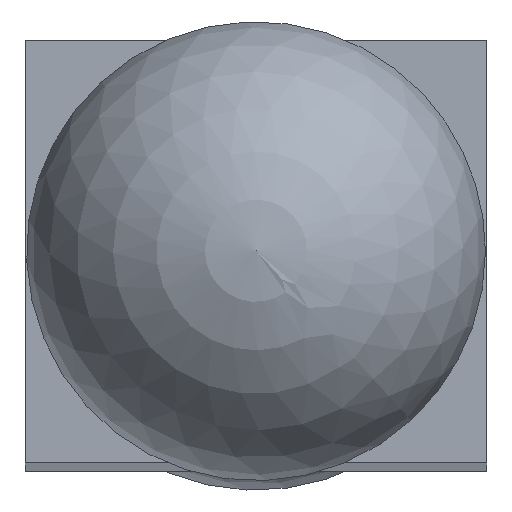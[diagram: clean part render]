
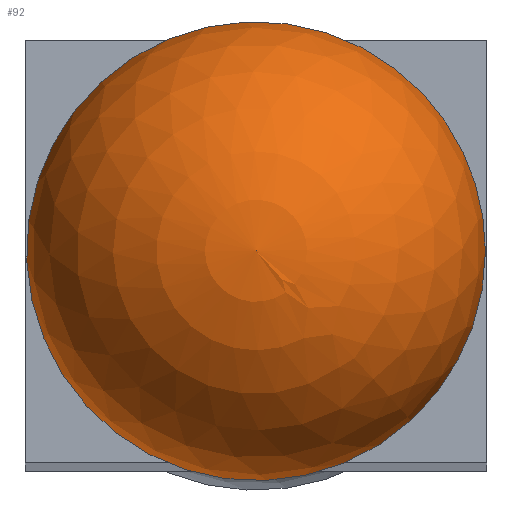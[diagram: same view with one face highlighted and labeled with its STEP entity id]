
A CAD part, top view. The second image highlights one B-rep face of the part: STEP entity #92.
In plain terms, the highlighted spherical face has radius 4.4 mm.
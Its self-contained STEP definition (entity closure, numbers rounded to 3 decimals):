
#10 = AXIS2_PLACEMENT_3D ( 'NONE', #83, #214, #45 ) ;
#24 = EDGE_CURVE ( 'NONE', #165, #36, #136, .T. ) ;
#25 = CARTESIAN_POINT ( 'NONE',  ( -13.756, -8.491, 5. ) ) ;
#36 = VERTEX_POINT ( 'NONE', #338 ) ;
#37 = CARTESIAN_POINT ( 'NONE',  ( -10.51, -5.521, 5. ) ) ;
#45 = DIRECTION ( 'NONE',  ( 0.675, -0.738, 0. ) ) ;
#62 = CIRCLE ( 'NONE', #82, 4.4 ) ;
#74 = DIRECTION ( 'NONE',  ( 1., 0., 0. ) ) ;
#82 = AXIS2_PLACEMENT_3D ( 'NONE', #273, #366, #278 ) ;
#83 = CARTESIAN_POINT ( 'NONE',  ( -10.51, -5.521, 5. ) ) ;
#92 = ADVANCED_FACE ( 'NONE', ( #399 ), #282, .T. ) ;
#136 = CIRCLE ( 'NONE', #331, 4.4 ) ;
#165 = VERTEX_POINT ( 'NONE', #25 ) ;
#201 = EDGE_LOOP ( 'NONE', ( #382, #238 ) ) ;
#214 = DIRECTION ( 'NONE',  ( 0., 0., -1. ) ) ;
#238 = ORIENTED_EDGE ( 'NONE', *, *, #24, .T. ) ;
#273 = CARTESIAN_POINT ( 'NONE',  ( -10.51, -5.521, 5. ) ) ;
#278 = DIRECTION ( 'NONE',  ( 0., 1., 0. ) ) ;
#282 = SPHERICAL_SURFACE ( 'NONE', #10, 4.4 ) ;
#331 = AXIS2_PLACEMENT_3D ( 'NONE', #37, #401, #74 ) ;
#338 = CARTESIAN_POINT ( 'NONE',  ( -7.264, -2.55, 5. ) ) ;
#356 = EDGE_CURVE ( 'NONE', #165, #36, #62, .T. ) ;
#366 = DIRECTION ( 'NONE',  ( 0., 0., -1. ) ) ;
#382 = ORIENTED_EDGE ( 'NONE', *, *, #356, .F. ) ;
#399 = FACE_OUTER_BOUND ( 'NONE', #201, .T. ) ;
#401 = DIRECTION ( 'NONE',  ( 0., 0., 1. ) ) ;
